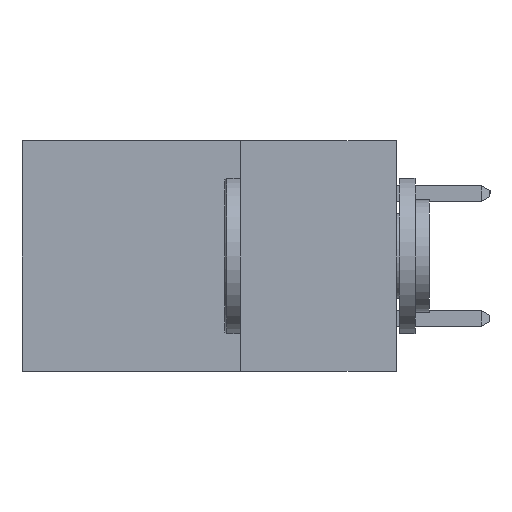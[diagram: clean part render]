
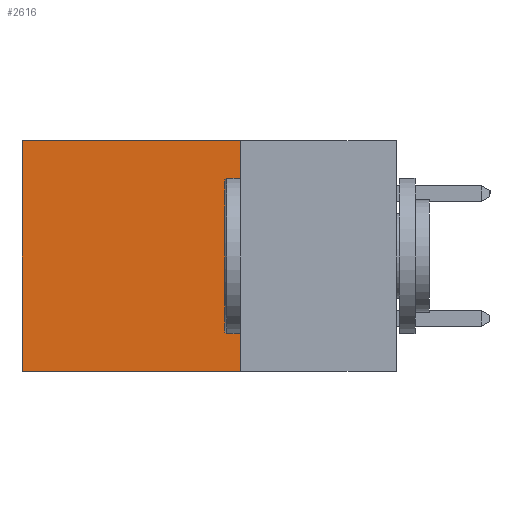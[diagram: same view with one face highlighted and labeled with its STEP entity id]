
A CAD part, left-side view. The second image highlights one B-rep face of the part: STEP entity #2616.
In plain terms, the highlighted planar face has unit normal (-1, 0, 0).
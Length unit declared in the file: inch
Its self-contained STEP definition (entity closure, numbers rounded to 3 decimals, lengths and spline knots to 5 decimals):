
#245 = ORIENTED_EDGE ( 'NONE', *, *, #12109, .F. ) ;
#458 = CARTESIAN_POINT ( 'NONE',  ( 0.2615, 0.6, 0. ) ) ;
#937 = VECTOR ( 'NONE', #12076, 39.37008 ) ;
#1201 = VECTOR ( 'NONE', #18248, 39.37008 ) ;
#1737 = CARTESIAN_POINT ( 'NONE',  ( 0.2615, 0.25, 0. ) ) ;
#2353 = CARTESIAN_POINT ( 'NONE',  ( 0.2615, 0.6, -0.37 ) ) ;
#2417 = DIRECTION ( 'NONE',  ( 0., 0., -1. ) ) ;
#2574 = DIRECTION ( 'NONE',  ( 0., 0., -1. ) ) ;
#2616 = ADVANCED_FACE ( 'NONE', ( #22500 ), #19255, .F. ) ;
#3186 = CARTESIAN_POINT ( 'NONE',  ( 0.2615, 0.25, -0.37 ) ) ;
#3348 = ORIENTED_EDGE ( 'NONE', *, *, #8481, .T. ) ;
#3780 = CARTESIAN_POINT ( 'NONE',  ( 0.2615, 0.25, -0.37 ) ) ;
#4022 = EDGE_LOOP ( 'NONE', ( #3348, #245, #7397, #5947 ) ) ;
#4558 = VERTEX_POINT ( 'NONE', #458 ) ;
#5486 = CARTESIAN_POINT ( 'NONE',  ( 0.2615, 0.25, 0. ) ) ;
#5947 = ORIENTED_EDGE ( 'NONE', *, *, #10144, .T. ) ;
#6222 = DIRECTION ( 'NONE',  ( 1., 0., 0. ) ) ;
#7397 = ORIENTED_EDGE ( 'NONE', *, *, #7528, .F. ) ;
#7528 = EDGE_CURVE ( 'NONE', #16314, #19867, #9284, .T. ) ;
#8481 = EDGE_CURVE ( 'NONE', #4558, #8863, #20765, .T. ) ;
#8863 = VERTEX_POINT ( 'NONE', #12952 ) ;
#9284 = LINE ( 'NONE', #3780, #1201 ) ;
#9583 = CARTESIAN_POINT ( 'NONE',  ( 0.2615, 0.25, -0.37 ) ) ;
#10144 = EDGE_CURVE ( 'NONE', #16314, #4558, #16570, .T. ) ;
#12076 = DIRECTION ( 'NONE',  ( 0., 1., 0. ) ) ;
#12109 = EDGE_CURVE ( 'NONE', #19867, #8863, #15559, .T. ) ;
#12952 = CARTESIAN_POINT ( 'NONE',  ( 0.2615, 0.6, -0.37 ) ) ;
#14659 = DIRECTION ( 'NONE',  ( 0., 1., 0. ) ) ;
#15559 = LINE ( 'NONE', #20939, #937 ) ;
#16314 = VERTEX_POINT ( 'NONE', #5486 ) ;
#16570 = LINE ( 'NONE', #1737, #17330 ) ;
#17330 = VECTOR ( 'NONE', #14659, 39.37008 ) ;
#18248 = DIRECTION ( 'NONE',  ( 0., 0., -1. ) ) ;
#19255 = PLANE ( 'NONE',  #20861 ) ;
#19566 = VECTOR ( 'NONE', #2574, 39.37008 ) ;
#19867 = VERTEX_POINT ( 'NONE', #3186 ) ;
#20765 = LINE ( 'NONE', #2353, #19566 ) ;
#20861 = AXIS2_PLACEMENT_3D ( 'NONE', #9583, #6222, #2417 ) ;
#20939 = CARTESIAN_POINT ( 'NONE',  ( 0.2615, 0.25, -0.37 ) ) ;
#22500 = FACE_OUTER_BOUND ( 'NONE', #4022, .T. ) ;
